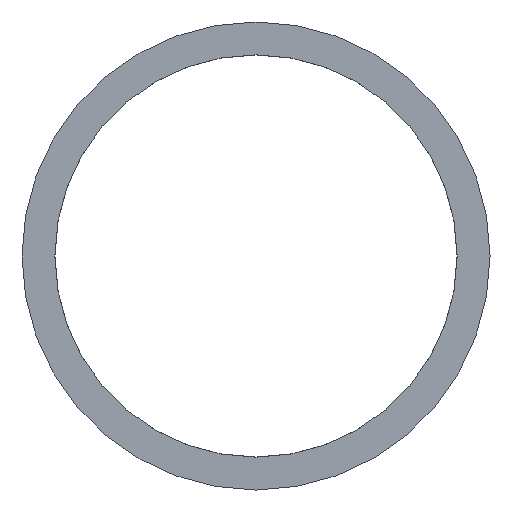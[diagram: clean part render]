
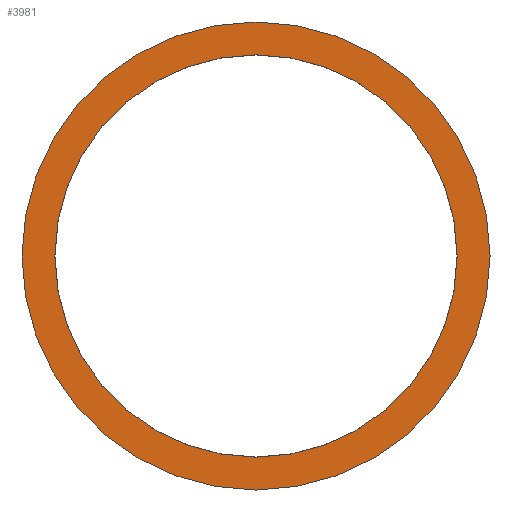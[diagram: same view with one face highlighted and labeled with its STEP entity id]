
A CAD part, left-side view. The second image highlights one B-rep face of the part: STEP entity #3981.
In plain terms, the highlighted planar face has unit normal (-1, 0, 0).
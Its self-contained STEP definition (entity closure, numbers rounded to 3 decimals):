
#226 = DIRECTION ( 'NONE',  ( 0., 0., 1. ) ) ;
#237 = DIRECTION ( 'NONE',  ( 0., 0., 1. ) ) ;
#263 = DIRECTION ( 'NONE',  ( -1., 0., 0. ) ) ;
#290 = CARTESIAN_POINT ( 'NONE',  ( -60., 0., 0. ) ) ;
#308 = DIRECTION ( 'NONE',  ( -1., 0., 0. ) ) ;
#372 = CARTESIAN_POINT ( 'NONE',  ( -60., 0., 0. ) ) ;
#647 = CARTESIAN_POINT ( 'NONE',  ( -60., 0., 0. ) ) ;
#733 = CIRCLE ( 'NONE', #3643, 185. ) ;
#1242 = CIRCLE ( 'NONE', #3642, 159. ) ;
#1782 = CIRCLE ( 'NONE', #2115, 159. ) ;
#2115 = AXIS2_PLACEMENT_3D ( 'NONE', #647, #4073, #9071 ) ;
#2279 = EDGE_LOOP ( 'NONE', ( #6808, #6880 ) ) ;
#2416 = AXIS2_PLACEMENT_3D ( 'NONE', #5489, #5478, #5490 ) ;
#2804 = EDGE_CURVE ( 'NONE', #6190, #8590, #6050, .T. ) ;
#2885 = EDGE_CURVE ( 'NONE', #8551, #5313, #1782, .T. ) ;
#2993 = DIRECTION ( 'NONE',  ( 0., 0., -1. ) ) ;
#3642 = AXIS2_PLACEMENT_3D ( 'NONE', #290, #263, #226 ) ;
#3643 = AXIS2_PLACEMENT_3D ( 'NONE', #372, #308, #237 ) ;
#3980 = ORIENTED_EDGE ( 'NONE', *, *, #5716, .F. ) ;
#3981 = ADVANCED_FACE ( 'NONE', ( #4599, #4571 ), #9050, .F. ) ;
#4073 = DIRECTION ( 'NONE',  ( -1., 0., 0. ) ) ;
#4571 = FACE_OUTER_BOUND ( 'NONE', #2279, .T. ) ;
#4599 = FACE_BOUND ( 'NONE', #6417, .T. ) ;
#5313 = VERTEX_POINT ( 'NONE', #8863 ) ;
#5478 = DIRECTION ( 'NONE',  ( -1., 0., 0. ) ) ;
#5489 = CARTESIAN_POINT ( 'NONE',  ( -60., 0., 0. ) ) ;
#5490 = DIRECTION ( 'NONE',  ( 0., 0., 1. ) ) ;
#5714 = EDGE_CURVE ( 'NONE', #8590, #6190, #733, .T. ) ;
#5716 = EDGE_CURVE ( 'NONE', #5313, #8551, #1242, .T. ) ;
#5925 = AXIS2_PLACEMENT_3D ( 'NONE', #8908, #8881, #2993 ) ;
#6050 = CIRCLE ( 'NONE', #2416, 185. ) ;
#6190 = VERTEX_POINT ( 'NONE', #9068 ) ;
#6417 = EDGE_LOOP ( 'NONE', ( #3980, #6826 ) ) ;
#6808 = ORIENTED_EDGE ( 'NONE', *, *, #2804, .T. ) ;
#6826 = ORIENTED_EDGE ( 'NONE', *, *, #2885, .F. ) ;
#6880 = ORIENTED_EDGE ( 'NONE', *, *, #5714, .T. ) ;
#7917 = CARTESIAN_POINT ( 'NONE',  ( -60., 0., -159. ) ) ;
#7928 = CARTESIAN_POINT ( 'NONE',  ( -60., 0., -185. ) ) ;
#8551 = VERTEX_POINT ( 'NONE', #7917 ) ;
#8590 = VERTEX_POINT ( 'NONE', #7928 ) ;
#8863 = CARTESIAN_POINT ( 'NONE',  ( -60., 0., 159. ) ) ;
#8881 = DIRECTION ( 'NONE',  ( 1., 0., 0. ) ) ;
#8908 = CARTESIAN_POINT ( 'NONE',  ( -60., 159., 0. ) ) ;
#9050 = PLANE ( 'NONE',  #5925 ) ;
#9068 = CARTESIAN_POINT ( 'NONE',  ( -60., 0., 185. ) ) ;
#9071 = DIRECTION ( 'NONE',  ( 0., 0., 1. ) ) ;
